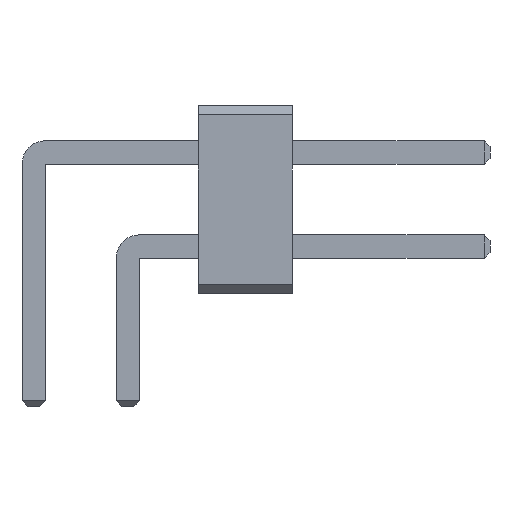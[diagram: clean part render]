
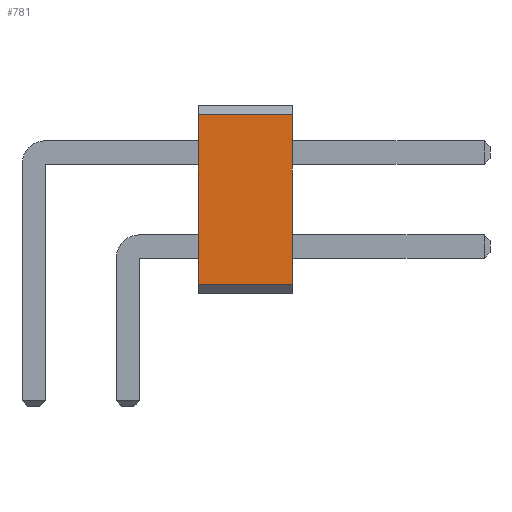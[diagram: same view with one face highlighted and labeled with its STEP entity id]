
A CAD part, front view. The second image highlights one B-rep face of the part: STEP entity #781.
In plain terms, the highlighted planar face has unit normal (0, -1, 0).
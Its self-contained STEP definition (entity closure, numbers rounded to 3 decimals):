
#13=DIRECTION('',(0.,0.,1.));
#27=VECTOR('',#28,1.);
#28=DIRECTION('',(1.,0.,0.));
#57=DIRECTION('',(0.,-1.,0.));
#768=VERTEX_POINT('',#769);
#769=CARTESIAN_POINT('',(5.5,-25.,0.2));
#772=EDGE_CURVE('',#773,#768,#775,.T.);
#773=VERTEX_POINT('',#774);
#774=CARTESIAN_POINT('',(3.5,-25.,0.2));
#775=LINE('',#774,#27);
#781=ADVANCED_FACE('',(#782),#799,.T.);
#782=FACE_BOUND('',#783,.T.);
#783=EDGE_LOOP('',(#784,#785,#791,#796));
#784=ORIENTED_EDGE('',*,*,#772,.T.);
#785=ORIENTED_EDGE('',*,*,#786,.T.);
#786=EDGE_CURVE('',#768,#787,#789,.T.);
#787=VERTEX_POINT('',#788);
#788=CARTESIAN_POINT('',(5.5,-25.,3.8));
#789=LINE('',#769,#790);
#790=VECTOR('',#13,1.);
#791=ORIENTED_EDGE('',*,*,#792,.F.);
#792=EDGE_CURVE('',#793,#787,#795,.T.);
#793=VERTEX_POINT('',#794);
#794=CARTESIAN_POINT('',(3.5,-25.,3.8));
#795=LINE('',#794,#27);
#796=ORIENTED_EDGE('',*,*,#797,.F.);
#797=EDGE_CURVE('',#773,#793,#798,.T.);
#798=LINE('',#774,#790);
#799=PLANE('',#800);
#800=AXIS2_PLACEMENT_3D('',#774,#57,#13);
